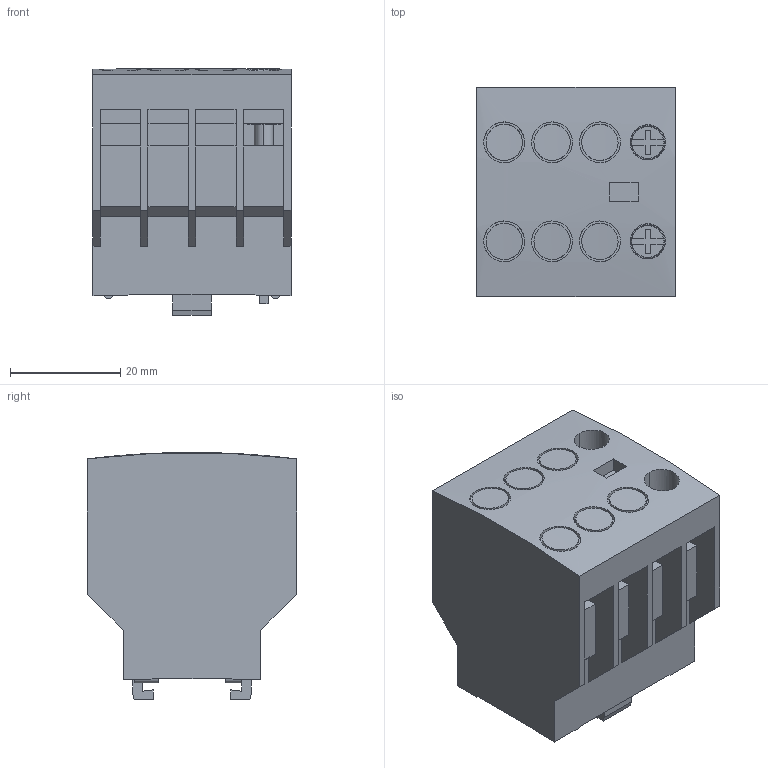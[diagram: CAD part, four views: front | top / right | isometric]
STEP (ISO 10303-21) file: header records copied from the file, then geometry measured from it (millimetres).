
FILE_DESCRIPTION( ( '' ), '1' );
FILE_NAME( 'dil_a_xhi_2.stp', '2014-07-10T12:03:52', ( '' ), ( '' ), ' ', ' ', ' ' );
FILE_SCHEMA( ( 'CONFIG_CONTROL_DESIGN' ) );
Length unit declared in the file: millimetre
Products named in the file (1): 1
Bounding box: 36 x 38 x 44.9 mm (x, y, z)
Volume: 40066.9 mm3; surface area: 13347.9 mm2
Topology: 1 solids, 1 shells, 255 faces, 702 edges, 472 vertices
Faces by surface type: plane 210, cylinder 41, cone 4
Entity records: 8912 total; most frequent: CARTESIAN_POINT 2382, ORIENTED_EDGE 1404, DIRECTION 1226, EDGE_CURVE 702, LINE 594, VECTOR 594, VERTEX_POINT 472, AXIS2_PLACEMENT_3D 316
